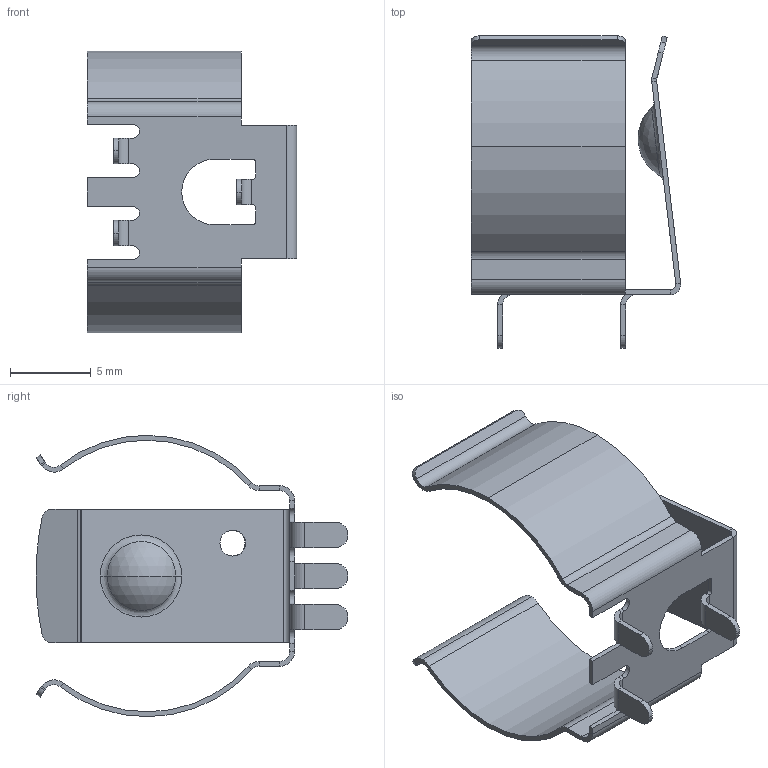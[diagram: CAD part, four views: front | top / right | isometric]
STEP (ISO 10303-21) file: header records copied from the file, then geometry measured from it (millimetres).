
FILE_DESCRIPTION (( 'STEP AP214' ), '1' );
FILE_NAME ('BK-17500-CLIP-PC.STEP', '2024-05-15T23:46:01', ( '' ), ( '' ), 'SwSTEP 2.0', 'SolidWorks 2021', '' );
FILE_SCHEMA (( 'AUTOMOTIVE_DESIGN' ));
Length unit declared in the file: inch
Products named in the file (1): BK-17500-CLIP-PC
Bounding box: 12.95 x 19.3 x 17.41 mm (x, y, z)
Volume: 173.5 mm3; surface area: 1199.9 mm2
Topology: 1 solids, 1 shells, 152 faces, 354 edges, 206 vertices
Faces by surface type: plane 87, cylinder 57, sphere 4, torus 4
Entity records: 4296 total; most frequent: DIRECTION 790, CARTESIAN_POINT 713, ORIENTED_EDGE 708, EDGE_CURVE 354, AXIS2_PLACEMENT_3D 283, VECTOR 224, LINE 224, VERTEX_POINT 206
